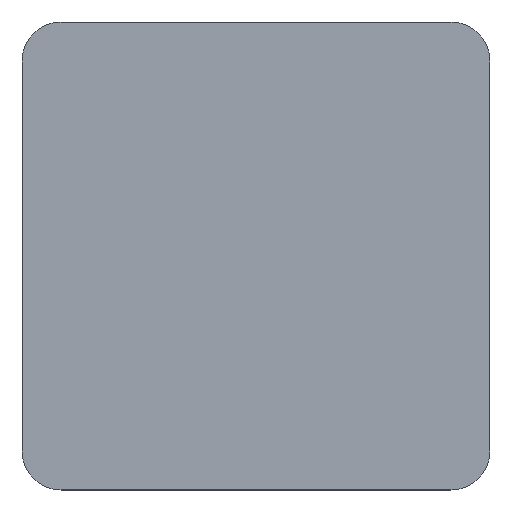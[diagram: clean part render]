
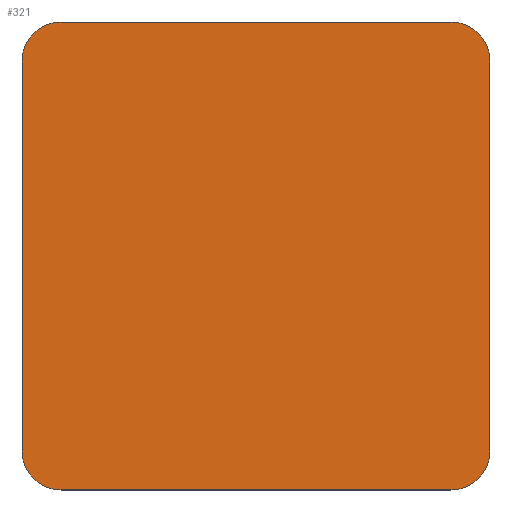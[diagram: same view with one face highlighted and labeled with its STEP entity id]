
A CAD part, top view. The second image highlights one B-rep face of the part: STEP entity #321.
In plain terms, the highlighted planar face has unit normal (0, 0, 1).
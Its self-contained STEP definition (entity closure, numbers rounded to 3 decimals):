
#1 = VECTOR ( 'NONE', #38, 1000. ) ;
#8 = CARTESIAN_POINT ( 'NONE',  ( 42., -42., 3. ) ) ;
#16 = ORIENTED_EDGE ( 'NONE', *, *, #338, .T. ) ;
#18 = DIRECTION ( 'NONE',  ( 0., 0., -1. ) ) ;
#22 = EDGE_LOOP ( 'NONE', ( #255, #16, #239, #150, #132, #320, #295, #143 ) ) ;
#23 = DIRECTION ( 'NONE',  ( 0., 0., 1. ) ) ;
#28 = CIRCLE ( 'NONE', #90, 7. ) ;
#33 = EDGE_CURVE ( 'NONE', #175, #224, #187, .T. ) ;
#36 = AXIS2_PLACEMENT_3D ( 'NONE', #331, #23, #337 ) ;
#38 = DIRECTION ( 'NONE',  ( 1., 0., 0. ) ) ;
#41 = DIRECTION ( 'NONE',  ( -1., 0., 0. ) ) ;
#44 = DIRECTION ( 'NONE',  ( -1., 0., 0. ) ) ;
#52 = CIRCLE ( 'NONE', #36, 7. ) ;
#65 = LINE ( 'NONE', #105, #83 ) ;
#73 = DIRECTION ( 'NONE',  ( 0., -1., 0. ) ) ;
#74 = CARTESIAN_POINT ( 'NONE',  ( 35., 35., 3. ) ) ;
#80 = DIRECTION ( 'NONE',  ( 0., 0., 1. ) ) ;
#83 = VECTOR ( 'NONE', #73, 1000. ) ;
#84 = VERTEX_POINT ( 'NONE', #291 ) ;
#90 = AXIS2_PLACEMENT_3D ( 'NONE', #101, #280, #308 ) ;
#93 = EDGE_CURVE ( 'NONE', #223, #235, #211, .T. ) ;
#94 = CIRCLE ( 'NONE', #166, 7. ) ;
#96 = CARTESIAN_POINT ( 'NONE',  ( -35., -42., 3. ) ) ;
#100 = CARTESIAN_POINT ( 'NONE',  ( -42., 35., 3. ) ) ;
#101 = CARTESIAN_POINT ( 'NONE',  ( -35., 35., 3. ) ) ;
#105 = CARTESIAN_POINT ( 'NONE',  ( -42., -42., 3. ) ) ;
#106 = CARTESIAN_POINT ( 'NONE',  ( 0., 0., 3. ) ) ;
#111 = VERTEX_POINT ( 'NONE', #209 ) ;
#122 = CARTESIAN_POINT ( 'NONE',  ( 42., 35., 3. ) ) ;
#128 = CARTESIAN_POINT ( 'NONE',  ( -42., 42., 3. ) ) ;
#132 = ORIENTED_EDGE ( 'NONE', *, *, #93, .T. ) ;
#134 = FACE_OUTER_BOUND ( 'NONE', #22, .T. ) ;
#143 = ORIENTED_EDGE ( 'NONE', *, *, #254, .T. ) ;
#150 = ORIENTED_EDGE ( 'NONE', *, *, #251, .T. ) ;
#152 = CARTESIAN_POINT ( 'NONE',  ( 42., -35., 3. ) ) ;
#166 = AXIS2_PLACEMENT_3D ( 'NONE', #74, #80, #257 ) ;
#169 = VERTEX_POINT ( 'NONE', #246 ) ;
#172 = DIRECTION ( 'NONE',  ( 0., 1., 0. ) ) ;
#175 = VERTEX_POINT ( 'NONE', #152 ) ;
#180 = PLANE ( 'NONE',  #287 ) ;
#187 = LINE ( 'NONE', #8, #309 ) ;
#203 = CARTESIAN_POINT ( 'NONE',  ( -42., -42., 3. ) ) ;
#205 = VERTEX_POINT ( 'NONE', #100 ) ;
#209 = CARTESIAN_POINT ( 'NONE',  ( 35., 42., 3. ) ) ;
#210 = DIRECTION ( 'NONE',  ( -1., 0., 0. ) ) ;
#211 = LINE ( 'NONE', #203, #1 ) ;
#213 = CARTESIAN_POINT ( 'NONE',  ( 35., -35., 3. ) ) ;
#215 = DIRECTION ( 'NONE',  ( 0., 0., 1. ) ) ;
#223 = VERTEX_POINT ( 'NONE', #96 ) ;
#224 = VERTEX_POINT ( 'NONE', #122 ) ;
#235 = VERTEX_POINT ( 'NONE', #252 ) ;
#236 = LINE ( 'NONE', #128, #326 ) ;
#239 = ORIENTED_EDGE ( 'NONE', *, *, #267, .T. ) ;
#246 = CARTESIAN_POINT ( 'NONE',  ( -35., 42., 3. ) ) ;
#251 = EDGE_CURVE ( 'NONE', #84, #223, #52, .T. ) ;
#252 = CARTESIAN_POINT ( 'NONE',  ( 35., -42., 3. ) ) ;
#254 = EDGE_CURVE ( 'NONE', #224, #111, #94, .T. ) ;
#255 = ORIENTED_EDGE ( 'NONE', *, *, #260, .T. ) ;
#257 = DIRECTION ( 'NONE',  ( -1., 0., 0. ) ) ;
#260 = EDGE_CURVE ( 'NONE', #111, #169, #236, .T. ) ;
#262 = AXIS2_PLACEMENT_3D ( 'NONE', #213, #215, #41 ) ;
#267 = EDGE_CURVE ( 'NONE', #205, #84, #65, .T. ) ;
#280 = DIRECTION ( 'NONE',  ( 0., 0., 1. ) ) ;
#287 = AXIS2_PLACEMENT_3D ( 'NONE', #106, #18, #44 ) ;
#291 = CARTESIAN_POINT ( 'NONE',  ( -42., -35., 3. ) ) ;
#295 = ORIENTED_EDGE ( 'NONE', *, *, #33, .T. ) ;
#308 = DIRECTION ( 'NONE',  ( -1., 0., 0. ) ) ;
#309 = VECTOR ( 'NONE', #172, 1000. ) ;
#314 = EDGE_CURVE ( 'NONE', #235, #175, #315, .T. ) ;
#315 = CIRCLE ( 'NONE', #262, 7. ) ;
#320 = ORIENTED_EDGE ( 'NONE', *, *, #314, .T. ) ;
#321 = ADVANCED_FACE ( 'NONE', ( #134 ), #180, .F. ) ;
#326 = VECTOR ( 'NONE', #210, 1000. ) ;
#331 = CARTESIAN_POINT ( 'NONE',  ( -35., -35., 3. ) ) ;
#337 = DIRECTION ( 'NONE',  ( -1., 0., 0. ) ) ;
#338 = EDGE_CURVE ( 'NONE', #169, #205, #28, .T. ) ;
